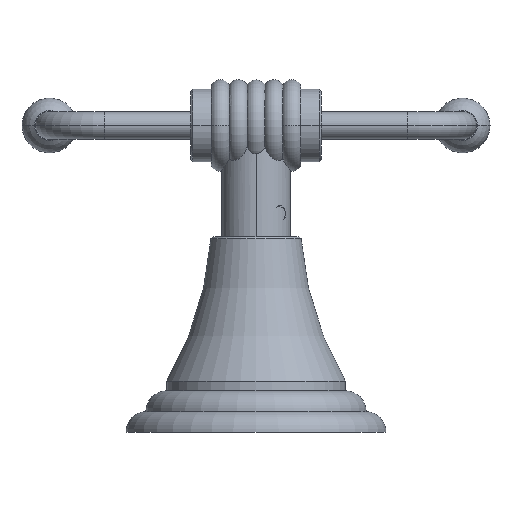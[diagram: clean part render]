
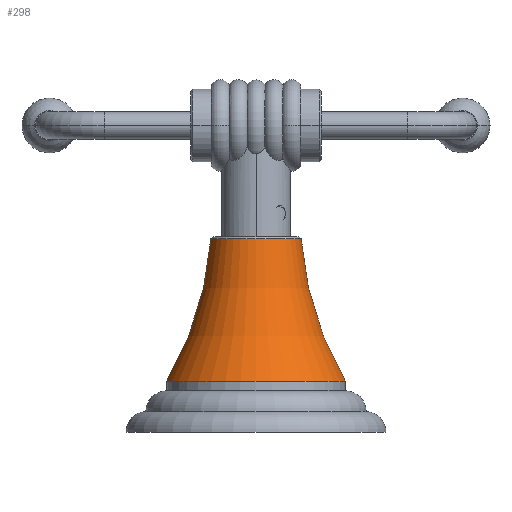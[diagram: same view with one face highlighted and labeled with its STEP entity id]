
A CAD part, front view. The second image highlights one B-rep face of the part: STEP entity #298.
In plain terms, the highlighted toroidal (fillet/blend) face has major radius 86.39 mm and minor radius 76.2 mm.
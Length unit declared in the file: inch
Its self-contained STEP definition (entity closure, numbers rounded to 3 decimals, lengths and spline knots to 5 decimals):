
#190=CARTESIAN_POINT('',(-3.40119,0.,1.97814));
#191=DIRECTION('',(0.,-1.,0.));
#192=DIRECTION('',(0.863,0.,-0.505));
#193=AXIS2_PLACEMENT_3D('',#190,#191,#192);
#195=CARTESIAN_POINT('',(3.40119,0.,1.97814));
#196=DIRECTION('',(0.,1.,0.));
#197=DIRECTION('',(-0.863,0.,-0.505));
#198=AXIS2_PLACEMENT_3D('',#195,#196,#197);
#200=CARTESIAN_POINT('',(0.,0.,0.462));
#201=DIRECTION('',(0.,0.,1.));
#202=DIRECTION('',(-1.,0.,0.));
#203=AXIS2_PLACEMENT_3D('',#200,#201,#202);
#223=CARTESIAN_POINT('',(0.,0.,1.755));
#224=DIRECTION('',(0.,0.,1.));
#225=DIRECTION('',(-1.,0.,0.));
#226=AXIS2_PLACEMENT_3D('',#223,#224,#225);
#239=CARTESIAN_POINT('',(-0.8125,0.,0.462));
#241=VERTEX_POINT('',#239);
#242=CARTESIAN_POINT('',(-0.4095,0.,1.755));
#243=VERTEX_POINT('',#242);
#247=CARTESIAN_POINT('',(0.8125,0.,0.462));
#249=VERTEX_POINT('',#247);
#250=CARTESIAN_POINT('',(0.4095,0.,1.755));
#251=VERTEX_POINT('',#250);
#284=CARTESIAN_POINT('',(0.,0.,1.97814));
#285=DIRECTION('',(0.,0.,-1.));
#286=DIRECTION('',(1.,0.,0.));
#287=AXIS2_PLACEMENT_3D('',#284,#285,#286);
#288=TOROIDAL_SURFACE('',#287,3.40119,3.);
#290=ORIENTED_EDGE('',*,*,#289,.T.);
#292=ORIENTED_EDGE('',*,*,#291,.T.);
#294=ORIENTED_EDGE('',*,*,#293,.F.);
#295=ORIENTED_EDGE('',*,*,#276,.F.);
#296=EDGE_LOOP('',(#290,#292,#294,#295));
#297=FACE_OUTER_BOUND('',#296,.F.);
#298=ADVANCED_FACE('',(#297),#288,.F.);
#194=CIRCLE('',#193,3.);
#199=CIRCLE('',#198,3.);
#204=CIRCLE('',#203,0.8125);
#227=CIRCLE('',#226,0.4095);
#276=EDGE_CURVE('',#241,#249,#204,.T.);
#289=EDGE_CURVE('',#241,#243,#194,.T.);
#291=EDGE_CURVE('',#243,#251,#227,.T.);
#293=EDGE_CURVE('',#249,#251,#199,.T.);
